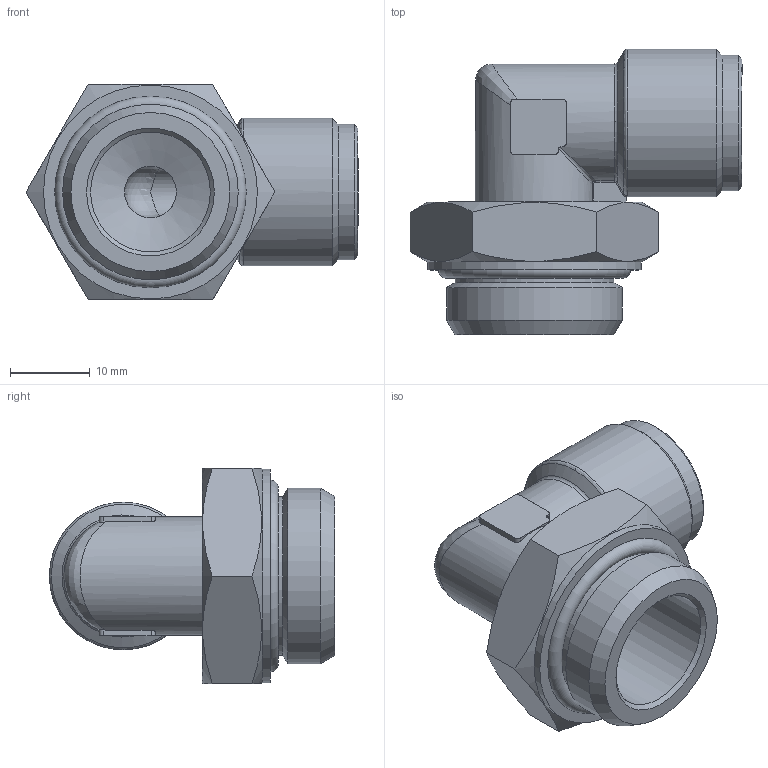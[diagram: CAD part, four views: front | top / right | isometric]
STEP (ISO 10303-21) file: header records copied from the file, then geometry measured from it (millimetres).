
FILE_DESCRIPTION(/* description */ ('STEP AP214'),/* implementation_level */ '2;1');
FILE_NAME(/* name */ 'T0060Q4U',/* time_stamp */ '2023-05-11T11:05:41+02:00',/* author */ ('License CC BY-ND 4.0'),/* organization */ ('CADENAS'),/* preprocessor_version */ 'ST-DEVELOPER v19.3',/* originating_system */ 'PARTsolutions',/* authorisation */ ' ');
FILE_SCHEMA (('AUTOMOTIVE_DESIGN {1 0 10303 214 3 1 1}'));
Length unit declared in the file: millimetre
Products named in the file (1): T0060Q4U
Bounding box: 41.59 x 35.75 x 27.02 mm (x, y, z)
Volume: 11716.4 mm3; surface area: 6675.7 mm2
Topology: 1 solids, 1 shells, 230 faces, 604 edges, 395 vertices
Faces by surface type: plane 94, bspline 85, cylinder 32, cone 12, torus 6, sphere 1
Full cylindrical faces by diameter (mm): 4.85 x1, 5.85 x1, 6 x1, 6.5 x1, 8.15 x2, 14 x1, 15 x1, 17 x1, 18.5 x1, 19.9 x1, 22 x1, 26.8 x1
Entity records: 12573 total; most frequent: CARTESIAN_POINT 6063, ORIENTED_EDGE 1128, DIRECTION 717, EDGE_CURVE 564, VERTEX_POINT 384, LINE 281, VECTOR 281, EDGE_LOOP 280
